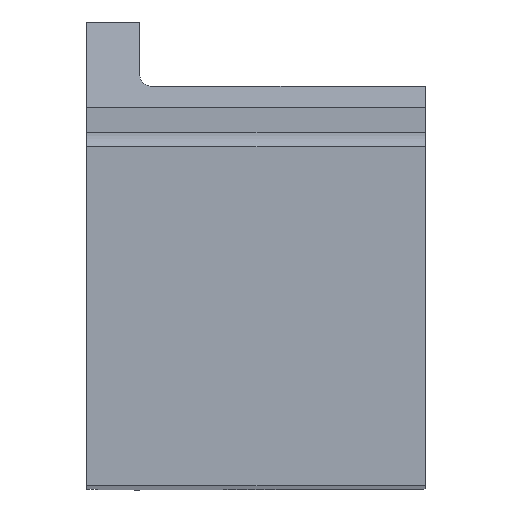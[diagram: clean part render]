
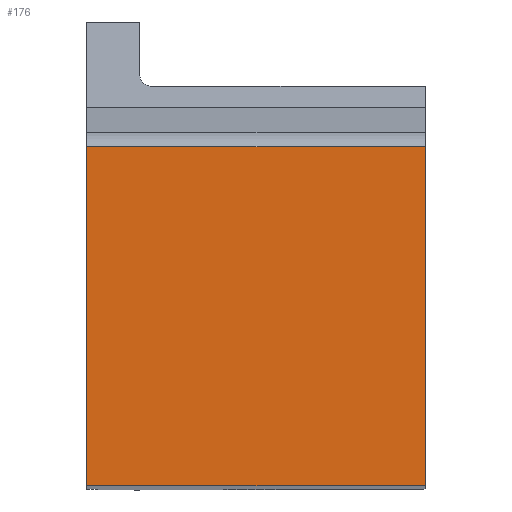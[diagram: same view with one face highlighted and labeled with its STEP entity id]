
A CAD part, top view. The second image highlights one B-rep face of the part: STEP entity #176.
In plain terms, the highlighted planar face has unit normal (0, 0, 1).
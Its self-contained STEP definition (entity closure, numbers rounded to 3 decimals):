
#176=ADVANCED_FACE('',(#355),#285,.T.);
#285=PLANE('',#2750);
#355=FACE_OUTER_BOUND('',#481,.T.);
#481=EDGE_LOOP('',(#804,#805,#806,#807));
#804=ORIENTED_EDGE('',*,*,#1684,.F.);
#805=ORIENTED_EDGE('',*,*,#1658,.F.);
#806=ORIENTED_EDGE('',*,*,#1687,.F.);
#807=ORIENTED_EDGE('',*,*,#1669,.F.);
#1379=VERTEX_POINT('',#4289);
#1380=VERTEX_POINT('',#4291);
#1389=VERTEX_POINT('',#4313);
#1390=VERTEX_POINT('',#4314);
#1658=EDGE_CURVE('',#1379,#1380,#2262,.T.);
#1669=EDGE_CURVE('',#1389,#1390,#2272,.T.);
#1684=EDGE_CURVE('',#1380,#1389,#2284,.T.);
#1687=EDGE_CURVE('',#1390,#1379,#2285,.T.);
#2262=LINE('',#4290,#2464);
#2272=LINE('',#4312,#2474);
#2284=LINE('',#4341,#2486);
#2285=LINE('',#4347,#2487);
#2464=VECTOR('',#3102,1.);
#2474=VECTOR('',#3118,1.);
#2486=VECTOR('',#3138,1.);
#2487=VECTOR('',#3145,1.);
#2750=AXIS2_PLACEMENT_3D('',#4348,#3146,#3147);
#3102=DIRECTION('',(0.,-1.,0.));
#3118=DIRECTION('',(0.,1.,0.));
#3138=DIRECTION('',(-1.,0.,0.));
#3145=DIRECTION('',(1.,0.,0.));
#3146=DIRECTION('',(0.,0.,1.));
#3147=DIRECTION('',(-1.,0.,0.));
#4289=CARTESIAN_POINT('',(0.,15.875,0.));
#4290=CARTESIAN_POINT('',(0.,15.875,0.));
#4291=CARTESIAN_POINT('',(0.,0.,0.));
#4312=CARTESIAN_POINT('',(-15.875,0.,0.));
#4313=CARTESIAN_POINT('',(-15.875,0.,0.));
#4314=CARTESIAN_POINT('',(-15.875,15.875,0.));
#4341=CARTESIAN_POINT('',(0.,0.,0.));
#4347=CARTESIAN_POINT('',(-15.875,15.875,0.));
#4348=CARTESIAN_POINT('',(-7.938,7.938,0.));
